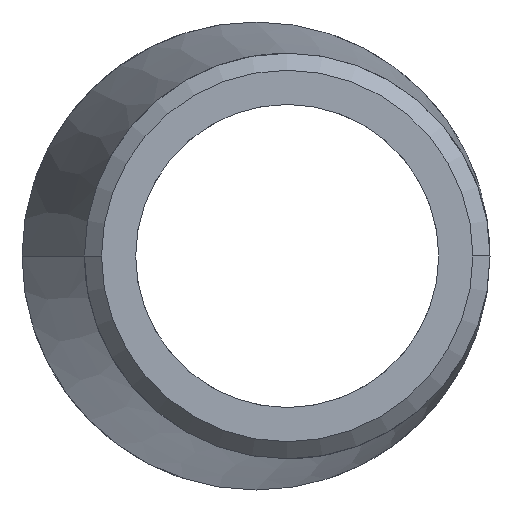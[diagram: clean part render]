
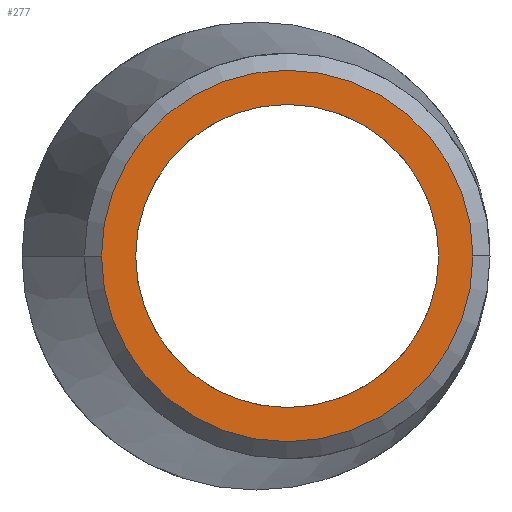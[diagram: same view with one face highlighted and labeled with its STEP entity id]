
A CAD part, left-side view. The second image highlights one B-rep face of the part: STEP entity #277.
In plain terms, the highlighted planar face has unit normal (-1, 0, 0).
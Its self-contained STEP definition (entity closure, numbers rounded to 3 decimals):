
#129 = EDGE_CURVE( '', #263, #193, #343, .T. );
#145 = EDGE_CURVE( '', #193, #263, #360, .T. );
#151 = VERTEX_POINT( '', #366 );
#193 = VERTEX_POINT( '', #416 );
#247 = EDGE_CURVE( '', #265, #151, #475, .T. );
#263 = VERTEX_POINT( '', #493 );
#265 = VERTEX_POINT( '', #495 );
#275 = EDGE_CURVE( '', #151, #265, #505, .T. );
#277 = ADVANCED_FACE( '', ( #507, #508 ), #509, .F. );
#343 = CIRCLE( '', #591, 25. );
#360 = CIRCLE( '', #991, 25. );
#366 = CARTESIAN_POINT( '', ( 0., -4.2, -20.4 ) );
#416 = CARTESIAN_POINT( '', ( 0., -4.2, 25. ) );
#475 = CIRCLE( '', #1866, 20.4 );
#493 = CARTESIAN_POINT( '', ( 0., -4.2, -25. ) );
#495 = CARTESIAN_POINT( '', ( 0., -4.2, 20.4 ) );
#505 = CIRCLE( '', #1976, 20.4 );
#507 = FACE_OUTER_BOUND( '', #1978, .T. );
#508 = FACE_BOUND( '', #1979, .T. );
#509 = PLANE( '', #1980 );
#591 = AXIS2_PLACEMENT_3D( '', #2321, #2322, #2323 );
#991 = AXIS2_PLACEMENT_3D( '', #2334, #2335, #2336 );
#1866 = AXIS2_PLACEMENT_3D( '', #2460, #2461, #2462 );
#1976 = AXIS2_PLACEMENT_3D( '', #2485, #2486, #2487 );
#1978 = EDGE_LOOP( '', ( #2489, #2490 ) );
#1979 = EDGE_LOOP( '', ( #2491, #2492 ) );
#1980 = AXIS2_PLACEMENT_3D( '', #2493, #2494, #2495 );
#2321 = CARTESIAN_POINT( '', ( 0., -4.2, 0. ) );
#2322 = DIRECTION( '', ( 1., 0., 0. ) );
#2323 = DIRECTION( '', ( 0., 0., -1. ) );
#2334 = CARTESIAN_POINT( '', ( 0., -4.2, 0. ) );
#2335 = DIRECTION( '', ( 1., 0., 0. ) );
#2336 = DIRECTION( '', ( 0., 0., -1. ) );
#2460 = CARTESIAN_POINT( '', ( 0., -4.2, 0. ) );
#2461 = DIRECTION( '', ( -1., 0., 0. ) );
#2462 = DIRECTION( '', ( 0., 0., -1. ) );
#2485 = CARTESIAN_POINT( '', ( 0., -4.2, 0. ) );
#2486 = DIRECTION( '', ( -1., 0., 0. ) );
#2487 = DIRECTION( '', ( 0., 0., -1. ) );
#2489 = ORIENTED_EDGE( '', *, *, #129, .F. );
#2490 = ORIENTED_EDGE( '', *, *, #145, .F. );
#2491 = ORIENTED_EDGE( '', *, *, #275, .F. );
#2492 = ORIENTED_EDGE( '', *, *, #247, .F. );
#2493 = CARTESIAN_POINT( '', ( 0., 0., 0. ) );
#2494 = DIRECTION( '', ( 1., 0., 0. ) );
#2495 = DIRECTION( '', ( 0., 0., -1. ) );
